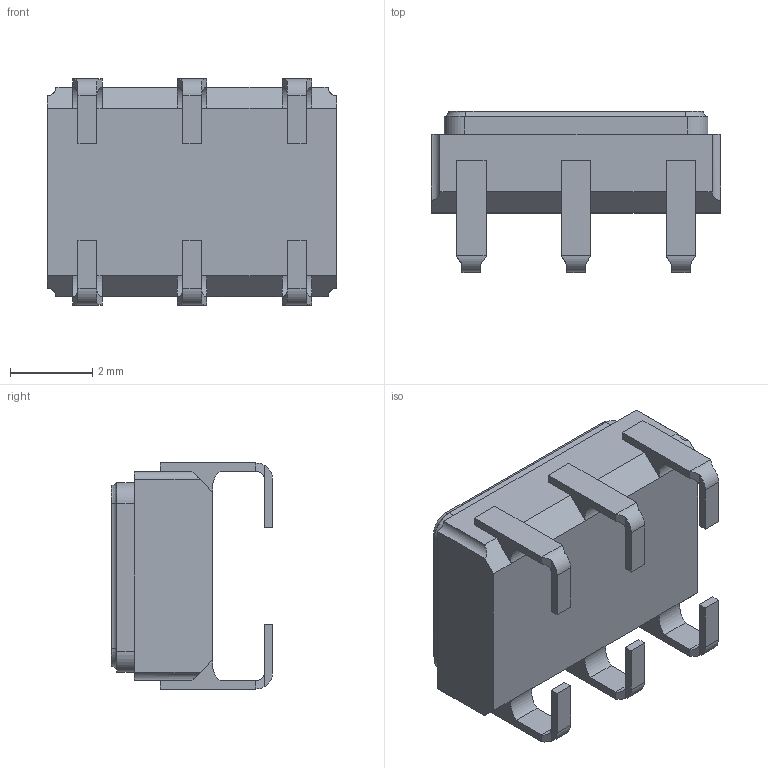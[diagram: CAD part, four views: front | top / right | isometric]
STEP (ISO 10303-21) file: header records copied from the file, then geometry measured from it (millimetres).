
FILE_DESCRIPTION (( 'STEP AP214' ), '1' );
FILE_NAME ('QT187.STEP', '2023-08-14T17:58:18', ( '' ), ( '' ), 'SwSTEP 2.0', 'SolidWorks 2022', '' );
FILE_SCHEMA (( 'AUTOMOTIVE_DESIGN' ));
Length unit declared in the file: inch
Products named in the file (1): QT187
Bounding box: 7.01 x 3.91 x 5.49 mm (x, y, z)
Volume: 69.2 mm3; surface area: 251.3 mm2
Topology: 3 solids, 3 shells, 337 faces, 911 edges, 618 vertices
Faces by surface type: plane 231, cylinder 52, bspline 46, torus 8
Entity records: 17686 total; most frequent: CARTESIAN_POINT 5005, ORIENTED_EDGE 1822, DIRECTION 1481, EDGE_CURVE 911, VECTOR 685, LINE 685, VERTEX_POINT 618, AXIS2_PLACEMENT_3D 398
